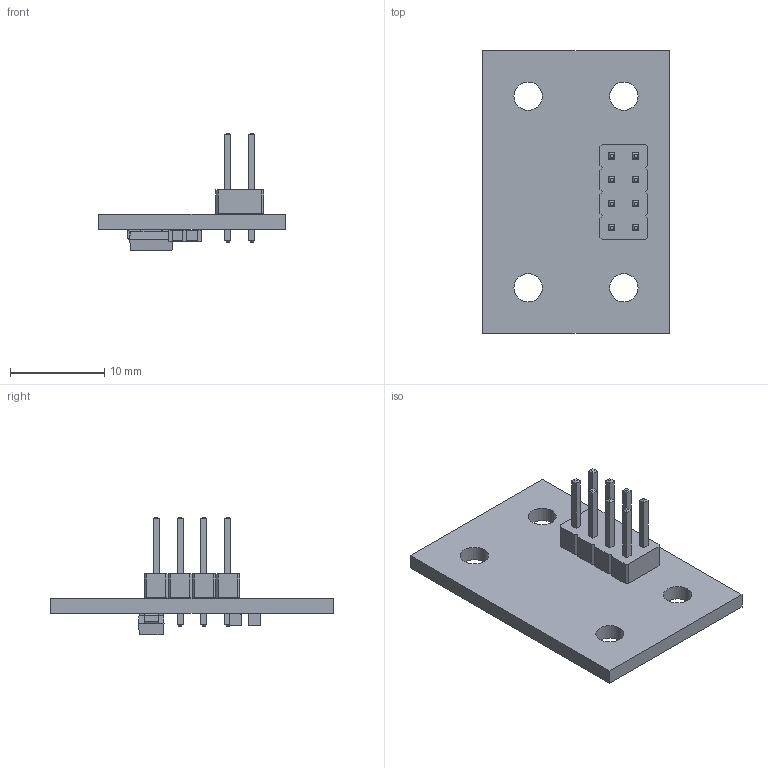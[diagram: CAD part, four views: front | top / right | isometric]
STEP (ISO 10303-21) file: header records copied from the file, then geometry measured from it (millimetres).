
FILE_DESCRIPTION(('KiCad electronic assembly'),'2;1');
FILE_NAME('FRAM01A.step','2023-04-13T12:00:28',('Pcbnew'),('Kicad'), 'Open CASCADE STEP processor 7.5','KiCad to STEP converter','Unknown' );
FILE_SCHEMA(('AUTOMOTIVE_DESIGN { 1 0 10303 214 1 1 1 1 }'));
Length unit declared in the file: millimetre
Products named in the file (8): FRAM01A 1; PinHeader_2x04_P2.54mm_Vertical; SOLID; D_SMA; C_0805_2012Metric; tmpce5b5qsc PCB
Assembly tree (8 placements, depth 3):
  FRAM01A 1
    PinHeader_2x04_P2.54mm_Vertical
      SOLID
    D_SMA
      SOLID
    C_0805_2012Metric  x2
      SOLID
    tmpce5b5qsc PCB
Bounding box: 19.81 x 29.97 x 12.46 mm (x, y, z)
Volume: 1087.7 mm3; surface area: 1825.8 mm2
Topology: 5 solids, 5 shells, 287 faces, 696 edges, 440 vertices
Faces by surface type: plane 237, cylinder 40, bspline 10
Full cylindrical faces by diameter (mm): 0.889 x8, 3 x4
Entity records: 17428 total; most frequent: CARTESIAN_POINT 2844, DIRECTION 2362, LINE 1718, VECTOR 1718, ORIENTED_EDGE 1248, PCURVE 1248, DEFINITIONAL_REPRESENTATION 1248, EDGE_CURVE 624
